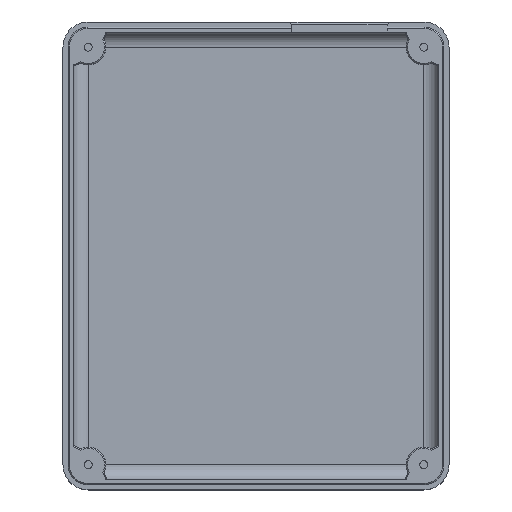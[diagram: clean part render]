
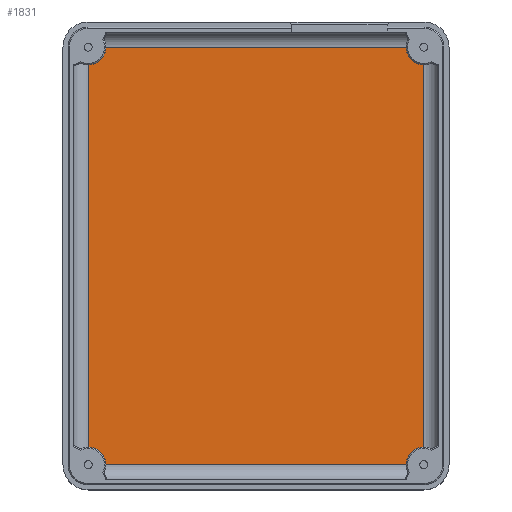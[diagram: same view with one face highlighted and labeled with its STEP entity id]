
A CAD part, top view. The second image highlights one B-rep face of the part: STEP entity #1831.
In plain terms, the highlighted planar face has unit normal (0, 0, 1).
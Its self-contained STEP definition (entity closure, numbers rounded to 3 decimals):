
#236=LINE('',#3126,#410);
#237=LINE('',#3128,#411);
#238=LINE('',#3130,#412);
#239=LINE('',#3131,#413);
#410=VECTOR('',#2555,10.);
#411=VECTOR('',#2556,10.);
#412=VECTOR('',#2557,10.);
#413=VECTOR('',#2558,10.);
#473=PLANE('',#2024);
#573=FACE_OUTER_BOUND('',#689,.T.);
#689=EDGE_LOOP('',(#1679,#1680,#1681,#1682));
#932=VERTEX_POINT('',#3124);
#933=VERTEX_POINT('',#3125);
#934=VERTEX_POINT('',#3127);
#935=VERTEX_POINT('',#3129);
#1183=EDGE_CURVE('',#932,#933,#236,.T.);
#1184=EDGE_CURVE('',#933,#934,#237,.T.);
#1185=EDGE_CURVE('',#934,#935,#238,.T.);
#1186=EDGE_CURVE('',#935,#932,#239,.T.);
#1679=ORIENTED_EDGE('',*,*,#1183,.T.);
#1680=ORIENTED_EDGE('',*,*,#1184,.T.);
#1681=ORIENTED_EDGE('',*,*,#1185,.T.);
#1682=ORIENTED_EDGE('',*,*,#1186,.T.);
#1831=ADVANCED_FACE('',(#573),#473,.F.);
#2024=AXIS2_PLACEMENT_3D('',#3123,#2553,#2554);
#2553=DIRECTION('center_axis',(0.,0.,-1.));
#2554=DIRECTION('ref_axis',(0.,-1.,0.));
#2555=DIRECTION('',(0.,1.,0.));
#2556=DIRECTION('',(-1.,0.,0.));
#2557=DIRECTION('',(0.,-1.,0.));
#2558=DIRECTION('',(1.,0.,0.));
#3123=CARTESIAN_POINT('Origin',(10.,75.399,-15.5));
#3124=CARTESIAN_POINT('',(5.,-12.5,-15.5));
#3125=CARTESIAN_POINT('',(5.,70.399,-15.5));
#3126=CARTESIAN_POINT('',(5.,52.175,-15.5));
#3127=CARTESIAN_POINT('',(-61.65,70.399,-15.5));
#3128=CARTESIAN_POINT('',(10.,70.399,-15.5));
#3129=CARTESIAN_POINT('',(-61.65,-12.5,-15.5));
#3130=CARTESIAN_POINT('',(-61.65,52.175,-15.5));
#3131=CARTESIAN_POINT('',(10.,-12.5,-15.5));
